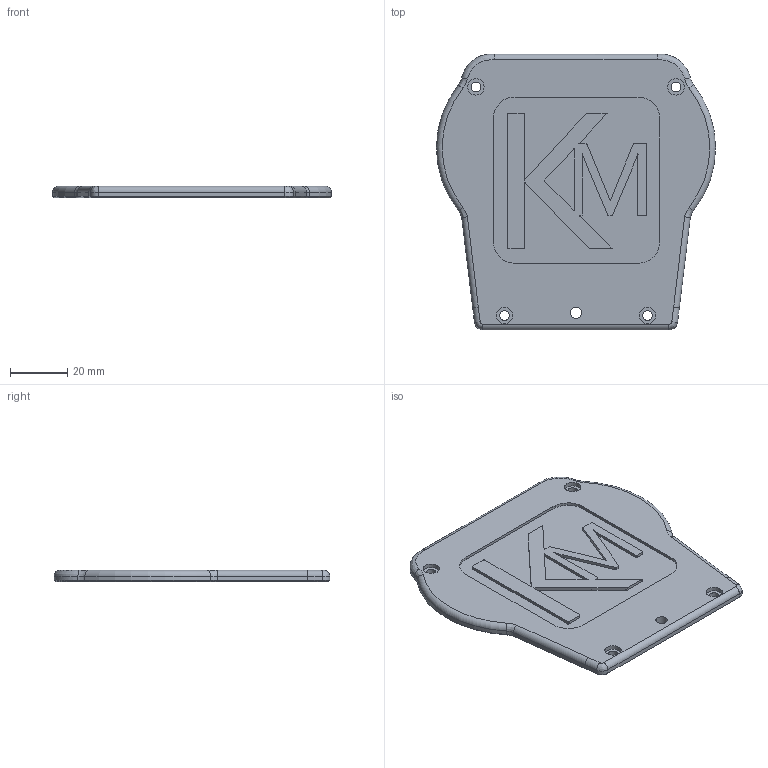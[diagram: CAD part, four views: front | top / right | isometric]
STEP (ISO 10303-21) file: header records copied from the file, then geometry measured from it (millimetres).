
FILE_DESCRIPTION(/* description */ (''),/* implementation_level */ '2;1');
FILE_NAME(/* name */ 'Standard Cover.step',/* time_stamp */ '2021-06-29T23:33:22-04:00',/* author */ (''),/* organization */ (''),/* preprocessor_version */ 'ST-DEVELOPER v18.1',/* originating_system */ 'Autodesk Translation Framework v10.9.0.1377',/* authorisation */ '');
FILE_SCHEMA (('AUTOMOTIVE_DESIGN { 1 0 10303 214 3 1 1 }'));
Length unit declared in the file: millimetre
Products named in the file (1): Standard Cover
Bounding box: 97.67 x 96.5 x 4 mm (x, y, z)
Volume: 29169.8 mm3; surface area: 17898.7 mm2
Topology: 1 solids, 1 shells, 183 faces, 492 edges, 318 vertices
Faces by surface type: bspline 122, plane 36, cylinder 19, cone 4, torus 2
Full cylindrical faces by diameter (mm): 3.3 x4, 4 x1, 5.7 x4
Entity records: 7056 total; most frequent: CARTESIAN_POINT 3594, ORIENTED_EDGE 984, EDGE_CURVE 492, DIRECTION 405, VERTEX_POINT 318, EDGE_LOOP 200, LINE 193, VECTOR 193
